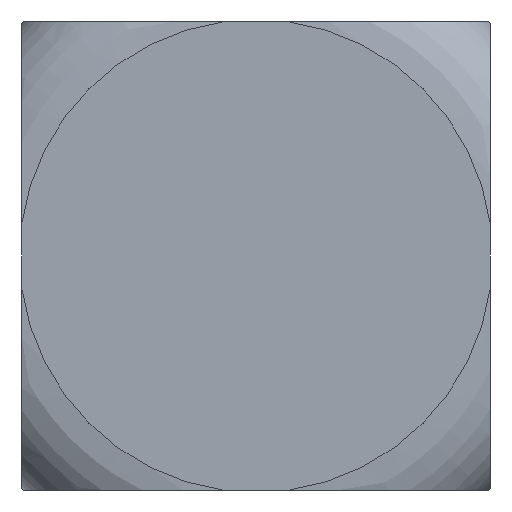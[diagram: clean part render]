
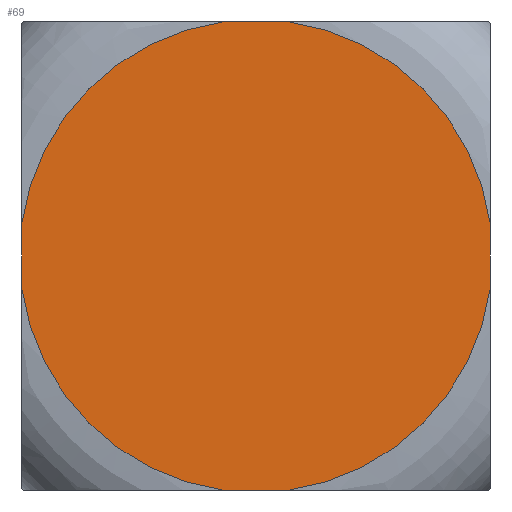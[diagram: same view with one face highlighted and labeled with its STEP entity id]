
A CAD part, left-side view. The second image highlights one B-rep face of the part: STEP entity #69.
In plain terms, the highlighted planar face has unit normal (-1, 0, 0).
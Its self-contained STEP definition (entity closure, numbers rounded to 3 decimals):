
#69 = ADVANCED_FACE( '', ( #145 ), #146, .F. );
#145 = FACE_OUTER_BOUND( '', #226, .T. );
#146 = PLANE( '', #227 );
#226 = EDGE_LOOP( '', ( #361, #362, #363, #364, #365, #366, #367, #368 ) );
#227 = AXIS2_PLACEMENT_3D( '', #369, #370, #371 );
#361 = ORIENTED_EDGE( '', *, *, #489, .F. );
#362 = ORIENTED_EDGE( '', *, *, #478, .F. );
#363 = ORIENTED_EDGE( '', *, *, #483, .F. );
#364 = ORIENTED_EDGE( '', *, *, #510, .F. );
#365 = ORIENTED_EDGE( '', *, *, #511, .F. );
#366 = ORIENTED_EDGE( '', *, *, #506, .F. );
#367 = ORIENTED_EDGE( '', *, *, #503, .F. );
#368 = ORIENTED_EDGE( '', *, *, #512, .F. );
#369 = CARTESIAN_POINT( '', ( 0., 0., 0. ) );
#370 = DIRECTION( '', ( 1., 0., 0. ) );
#371 = DIRECTION( '', ( 0., 0., -1. ) );
#478 = EDGE_CURVE( '', #565, #561, #567, .T. );
#483 = EDGE_CURVE( '', #572, #565, #574, .T. );
#489 = EDGE_CURVE( '', #561, #576, #583, .T. );
#503 = EDGE_CURVE( '', #603, #597, #605, .T. );
#506 = EDGE_CURVE( '', #597, #608, #609, .T. );
#510 = EDGE_CURVE( '', #614, #572, #615, .T. );
#511 = EDGE_CURVE( '', #608, #614, #616, .T. );
#512 = EDGE_CURVE( '', #576, #603, #617, .T. );
#561 = VERTEX_POINT( '', #674 );
#565 = VERTEX_POINT( '', #699 );
#567 = CIRCLE( '', #722, 11.11 );
#572 = VERTEX_POINT( '', #729 );
#574 = LINE( '', #752, #753 );
#576 = VERTEX_POINT( '', #755 );
#583 = LINE( '', #786, #787 );
#597 = VERTEX_POINT( '', #802 );
#603 = VERTEX_POINT( '', #831 );
#605 = LINE( '', #854, #855 );
#608 = VERTEX_POINT( '', #858 );
#609 = CIRCLE( '', #859, 11.11 );
#614 = VERTEX_POINT( '', #885 );
#615 = CIRCLE( '', #886, 11.11 );
#616 = LINE( '', #887, #888 );
#617 = CIRCLE( '', #889, 11.11 );
#674 = CARTESIAN_POINT( '', ( 0., 11., -1.56 ) );
#699 = CARTESIAN_POINT( '', ( 0., 1.56, -11. ) );
#722 = AXIS2_PLACEMENT_3D( '', #973, #974, #975 );
#729 = CARTESIAN_POINT( '', ( 0., -1.56, -11. ) );
#752 = CARTESIAN_POINT( '', ( 0., -11., -11. ) );
#753 = VECTOR( '', #978, 1000. );
#755 = CARTESIAN_POINT( '', ( 0., 11., 1.56 ) );
#786 = CARTESIAN_POINT( '', ( 0., 11., -11. ) );
#787 = VECTOR( '', #982, 1000. );
#802 = CARTESIAN_POINT( '', ( 0., -1.56, 11. ) );
#831 = CARTESIAN_POINT( '', ( 0., 1.56, 11. ) );
#854 = CARTESIAN_POINT( '', ( 0., 11., 11. ) );
#855 = VECTOR( '', #998, 1000. );
#858 = CARTESIAN_POINT( '', ( 0., -11., 1.56 ) );
#859 = AXIS2_PLACEMENT_3D( '', #999, #1000, #1001 );
#885 = CARTESIAN_POINT( '', ( 0., -11., -1.56 ) );
#886 = AXIS2_PLACEMENT_3D( '', #1005, #1006, #1007 );
#887 = CARTESIAN_POINT( '', ( 0., -11., 11. ) );
#888 = VECTOR( '', #1008, 1000. );
#889 = AXIS2_PLACEMENT_3D( '', #1009, #1010, #1011 );
#973 = CARTESIAN_POINT( '', ( 0., 0., 0. ) );
#974 = DIRECTION( '', ( 1., 0., 0. ) );
#975 = DIRECTION( '', ( 0., 0., -1. ) );
#978 = DIRECTION( '', ( 0., 1., 0. ) );
#982 = DIRECTION( '', ( 0., 0., 1. ) );
#998 = DIRECTION( '', ( 0., -1., 0. ) );
#999 = CARTESIAN_POINT( '', ( 0., 0., 0. ) );
#1000 = DIRECTION( '', ( 1., 0., 0. ) );
#1001 = DIRECTION( '', ( 0., 0., -1. ) );
#1005 = CARTESIAN_POINT( '', ( 0., 0., 0. ) );
#1006 = DIRECTION( '', ( 1., 0., 0. ) );
#1007 = DIRECTION( '', ( 0., 0., -1. ) );
#1008 = DIRECTION( '', ( 0., 0., -1. ) );
#1009 = CARTESIAN_POINT( '', ( 0., 0., 0. ) );
#1010 = DIRECTION( '', ( 1., 0., 0. ) );
#1011 = DIRECTION( '', ( 0., 0., -1. ) );
